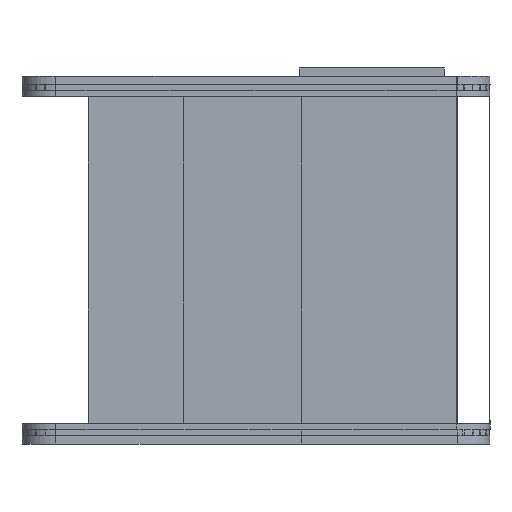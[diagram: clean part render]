
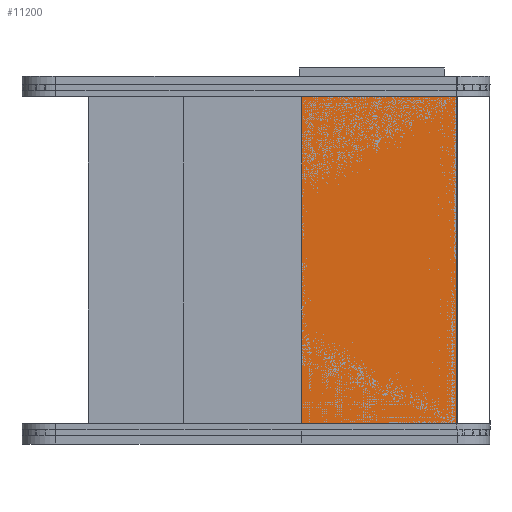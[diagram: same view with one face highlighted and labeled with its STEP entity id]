
A CAD part, left-side view. The second image highlights one B-rep face of the part: STEP entity #11200.
In plain terms, the highlighted planar face has unit normal (-1, 0, 0).
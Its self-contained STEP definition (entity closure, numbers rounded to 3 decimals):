
#3810=ORIENTED_EDGE('',*,*,#3943,.F.);
#3811=ORIENTED_EDGE('',*,*,#4233,.T.);
#3812=ORIENTED_EDGE('',*,*,#3968,.F.);
#3813=ORIENTED_EDGE('',*,*,#4131,.F.);
#3814=ORIENTED_EDGE('',*,*,#4232,.F.);
#3815=ORIENTED_EDGE('',*,*,#4130,.F.);
#3816=ORIENTED_EDGE('',*,*,#4230,.F.);
#3817=ORIENTED_EDGE('',*,*,#4129,.F.);
#3943=EDGE_CURVE('',#4271,#4272,#4508,.T.);
#3968=EDGE_CURVE('',#4295,#4296,#4524,.T.);
#4129=EDGE_CURVE('',#4272,#4394,#4616,.T.);
#4130=EDGE_CURVE('',#4393,#4387,#4617,.T.);
#4131=EDGE_CURVE('',#4386,#4295,#4618,.T.);
#4230=EDGE_CURVE('',#4394,#4393,#4658,.T.);
#4232=EDGE_CURVE('',#4387,#4386,#4660,.T.);
#4233=EDGE_CURVE('',#4271,#4296,#4661,.T.);
#4271=VERTEX_POINT('',#13073);
#4272=VERTEX_POINT('',#13075);
#4295=VERTEX_POINT('',#13123);
#4296=VERTEX_POINT('',#13125);
#4386=VERTEX_POINT('',#13362);
#4387=VERTEX_POINT('',#13364);
#4393=VERTEX_POINT('',#13377);
#4394=VERTEX_POINT('',#13379);
#4508=LINE('',#13074,#4915);
#4524=LINE('',#13124,#4931);
#4616=LINE('',#13451,#5023);
#4617=LINE('',#13452,#5024);
#4618=LINE('',#13453,#5025);
#4658=LINE('',#13711,#5065);
#4660=LINE('',#13714,#5067);
#4661=LINE('',#13716,#5068);
#4915=VECTOR('',#11798,1000.);
#4931=VECTOR('',#11834,1000.);
#5023=VECTOR('',#12132,1000.);
#5024=VECTOR('',#12133,1000.);
#5025=VECTOR('',#12134,1000.);
#5065=VECTOR('',#12446,1000.);
#5067=VECTOR('',#12450,1000.);
#5068=VECTOR('',#12453,1000.);
#5528=EDGE_LOOP('',(#3810,#3811,#3812,#3813,#3814,#3815,#3816,#3817));
#5768=FACE_BOUND('',#5528,.T.);
#5848=PLANE('',#11607);
#11200=ADVANCED_FACE('',(#5768),#5848,.T.);
#11607=AXIS2_PLACEMENT_3D('',#13715,#12451,#12452);
#11798=DIRECTION('',(0.,1.,0.));
#11834=DIRECTION('',(0.,-1.,0.));
#12132=DIRECTION('',(0.,0.,1.));
#12133=DIRECTION('',(0.,0.,1.));
#12134=DIRECTION('',(0.,0.,1.));
#12446=DIRECTION('',(0.,0.,1.));
#12450=DIRECTION('',(0.,0.,1.));
#12451=DIRECTION('',(-1.,0.,0.));
#12452=DIRECTION('',(0.,-1.,0.));
#12453=DIRECTION('',(0.,0.,1.));
#13073=CARTESIAN_POINT('',(-8.733,-13.,-13.75));
#13074=CARTESIAN_POINT('',(-8.733,23.5,-13.75));
#13075=CARTESIAN_POINT('',(-8.733,0.,-13.75));
#13123=CARTESIAN_POINT('',(-8.733,0.,13.75));
#13124=CARTESIAN_POINT('',(-8.733,23.5,13.75));
#13125=CARTESIAN_POINT('',(-8.733,-13.,13.75));
#13362=CARTESIAN_POINT('',(-8.733,0.,8.774));
#13364=CARTESIAN_POINT('',(-8.733,0.,6.726));
#13377=CARTESIAN_POINT('',(-8.733,0.,-6.726));
#13379=CARTESIAN_POINT('',(-8.733,0.,-8.774));
#13451=CARTESIAN_POINT('',(-8.733,0.,-14.25));
#13452=CARTESIAN_POINT('',(-8.733,0.,-14.25));
#13453=CARTESIAN_POINT('',(-8.733,0.,-14.25));
#13711=CARTESIAN_POINT('',(-8.733,0.,-14.25));
#13714=CARTESIAN_POINT('',(-8.733,0.,-14.25));
#13715=CARTESIAN_POINT('',(-8.733,0.,-14.25));
#13716=CARTESIAN_POINT('',(-8.733,-13.,-14.25));
